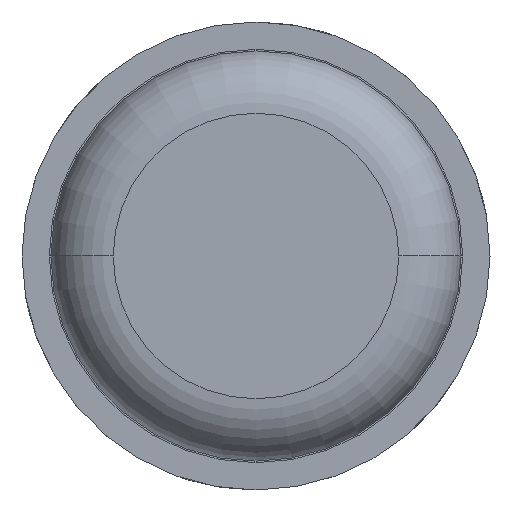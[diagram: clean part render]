
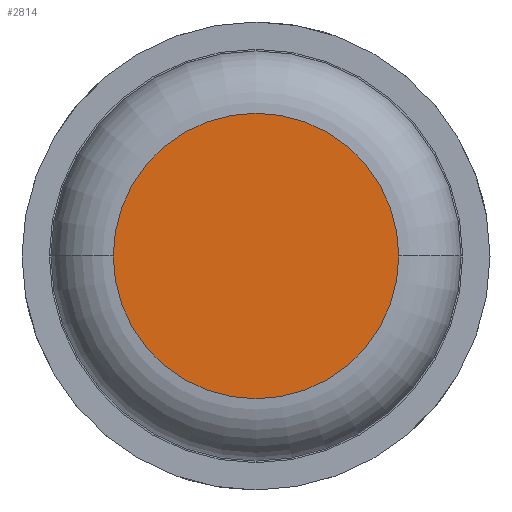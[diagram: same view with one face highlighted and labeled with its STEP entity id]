
A CAD part, front view. The second image highlights one B-rep face of the part: STEP entity #2814.
In plain terms, the highlighted planar face has unit normal (0, -1, 0).
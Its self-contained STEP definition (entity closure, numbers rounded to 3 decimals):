
#210 = AXIS2_PLACEMENT_3D ( 'NONE', #2975, #854, #1158 ) ;
#787 = CIRCLE ( 'NONE', #210, 0.915 ) ;
#854 = DIRECTION ( 'NONE',  ( 0., -1., 0. ) ) ;
#970 = CARTESIAN_POINT ( 'NONE',  ( 0.915, 0., 0. ) ) ;
#1083 = VERTEX_POINT ( 'NONE', #1549 ) ;
#1158 = DIRECTION ( 'NONE',  ( -1., 0., 0. ) ) ;
#1315 = VERTEX_POINT ( 'NONE', #970 ) ;
#1337 = EDGE_LOOP ( 'NONE', ( #4559, #1382 ) ) ;
#1382 = ORIENTED_EDGE ( 'NONE', *, *, #2786, .T. ) ;
#1549 = CARTESIAN_POINT ( 'NONE',  ( -0.915, 0., 0. ) ) ;
#1665 = PLANE ( 'NONE',  #1708 ) ;
#1708 = AXIS2_PLACEMENT_3D ( 'NONE', #3764, #4148, #2735 ) ;
#1813 = EDGE_CURVE ( 'Defeature ausgef�hrt1_6+Defeature ausgef�hrt1_7+Defeature ausgef�hrt1_7+Defeature ausgef�hrt1_7', #1083, #1315, #787, .T. ) ;
#2394 = CARTESIAN_POINT ( 'NONE',  ( 0., 0., 0. ) ) ;
#2735 = DIRECTION ( 'NONE',  ( -1., 0., 0. ) ) ;
#2786 = EDGE_CURVE ( 'Defeature ausgef�hrt1_6+Defeature ausgef�hrt1_7+Defeature ausgef�hrt1_7+Defeature ausgef�hrt1_7', #1315, #1083, #3550, .T. ) ;
#2814 = ADVANCED_FACE ( 'Defeature ausgef�hrt1_6', ( #3790 ), #1665, .F. ) ;
#2975 = CARTESIAN_POINT ( 'NONE',  ( 0., 0., 0. ) ) ;
#3111 = DIRECTION ( 'NONE',  ( -1., 0., 0. ) ) ;
#3434 = DIRECTION ( 'NONE',  ( 0., -1., 0. ) ) ;
#3550 = CIRCLE ( 'NONE', #3698, 0.915 ) ;
#3698 = AXIS2_PLACEMENT_3D ( 'NONE', #2394, #3434, #3111 ) ;
#3764 = CARTESIAN_POINT ( 'NONE',  ( 0., 0., 0. ) ) ;
#3790 = FACE_OUTER_BOUND ( 'NONE', #1337, .T. ) ;
#4148 = DIRECTION ( 'NONE',  ( 0., 1., 0. ) ) ;
#4559 = ORIENTED_EDGE ( 'NONE', *, *, #1813, .T. ) ;
